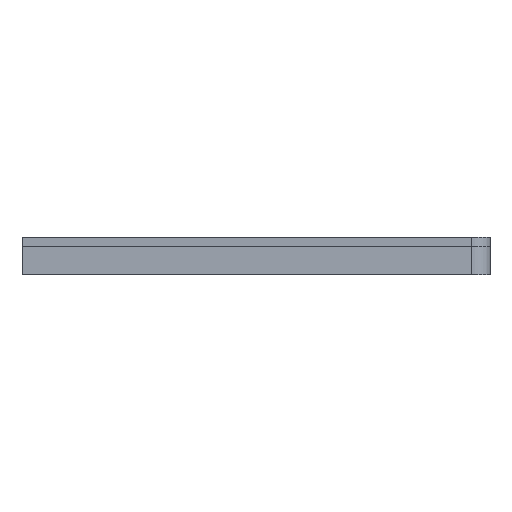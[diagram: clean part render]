
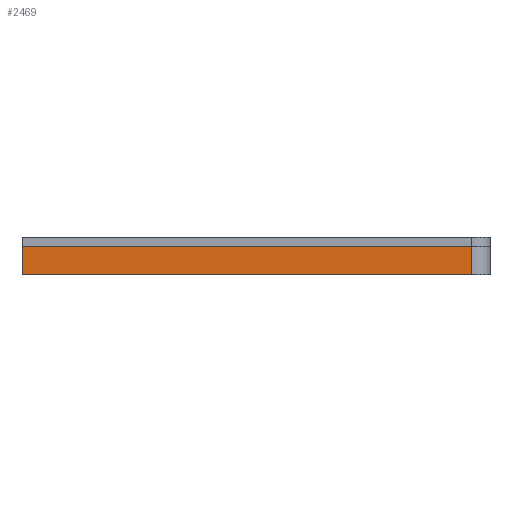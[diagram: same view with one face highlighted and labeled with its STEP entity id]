
A CAD part, front view. The second image highlights one B-rep face of the part: STEP entity #2469.
In plain terms, the highlighted planar face has unit normal (0, -1, 0).
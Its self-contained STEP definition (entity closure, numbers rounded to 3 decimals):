
#554 = DIRECTION ( 'NONE',  ( 0., 0., -1. ) ) ;
#926 = AXIS2_PLACEMENT_3D ( 'NONE', #16559, #1765, #10866 ) ;
#1765 = DIRECTION ( 'NONE',  ( 0., 1., 0. ) ) ;
#2332 = VECTOR ( 'NONE', #554, 1000. ) ;
#2350 = LINE ( 'NONE', #7869, #14575 ) ;
#2469 = ADVANCED_FACE ( 'NONE', ( #3100 ), #9620, .F. ) ;
#2648 = ORIENTED_EDGE ( 'NONE', *, *, #8389, .F. ) ;
#3100 = FACE_OUTER_BOUND ( 'NONE', #12603, .T. ) ;
#3136 = CARTESIAN_POINT ( 'NONE',  ( -2., 0., 3. ) ) ;
#3246 = ORIENTED_EDGE ( 'NONE', *, *, #12883, .T. ) ;
#3630 = VERTEX_POINT ( 'NONE', #16384 ) ;
#5563 = EDGE_CURVE ( 'NONE', #3630, #12646, #2350, .T. ) ;
#5628 = CARTESIAN_POINT ( 'NONE',  ( -2., 0., 0. ) ) ;
#7580 = ORIENTED_EDGE ( 'NONE', *, *, #5563, .T. ) ;
#7869 = CARTESIAN_POINT ( 'NONE',  ( -50., 0., 3. ) ) ;
#8389 = EDGE_CURVE ( 'NONE', #12628, #14145, #9995, .T. ) ;
#8676 = DIRECTION ( 'NONE',  ( 1., 0., 0. ) ) ;
#9620 = PLANE ( 'NONE',  #926 ) ;
#9995 = LINE ( 'NONE', #3136, #2332 ) ;
#10083 = CARTESIAN_POINT ( 'NONE',  ( -2., 0., 3. ) ) ;
#10866 = DIRECTION ( 'NONE',  ( 0., 0., 1. ) ) ;
#11215 = DIRECTION ( 'NONE',  ( 1., 0., 0. ) ) ;
#11865 = VECTOR ( 'NONE', #11215, 1000. ) ;
#12056 = DIRECTION ( 'NONE',  ( 0., 0., -1. ) ) ;
#12603 = EDGE_LOOP ( 'NONE', ( #3246, #2648, #17530, #7580 ) ) ;
#12628 = VERTEX_POINT ( 'NONE', #10083 ) ;
#12646 = VERTEX_POINT ( 'NONE', #12926 ) ;
#12693 = LINE ( 'NONE', #16708, #17528 ) ;
#12883 = EDGE_CURVE ( 'NONE', #12646, #14145, #14070, .T. ) ;
#12926 = CARTESIAN_POINT ( 'NONE',  ( -50., 0., 0. ) ) ;
#13411 = EDGE_CURVE ( 'NONE', #3630, #12628, #12693, .T. ) ;
#14070 = LINE ( 'NONE', #15058, #11865 ) ;
#14145 = VERTEX_POINT ( 'NONE', #5628 ) ;
#14575 = VECTOR ( 'NONE', #12056, 1000. ) ;
#15058 = CARTESIAN_POINT ( 'NONE',  ( -2., 0., 0. ) ) ;
#16384 = CARTESIAN_POINT ( 'NONE',  ( -50., 0., 3. ) ) ;
#16559 = CARTESIAN_POINT ( 'NONE',  ( -2., 0., 3. ) ) ;
#16708 = CARTESIAN_POINT ( 'NONE',  ( -2., 0., 3. ) ) ;
#17528 = VECTOR ( 'NONE', #8676, 1000. ) ;
#17530 = ORIENTED_EDGE ( 'NONE', *, *, #13411, .F. ) ;
